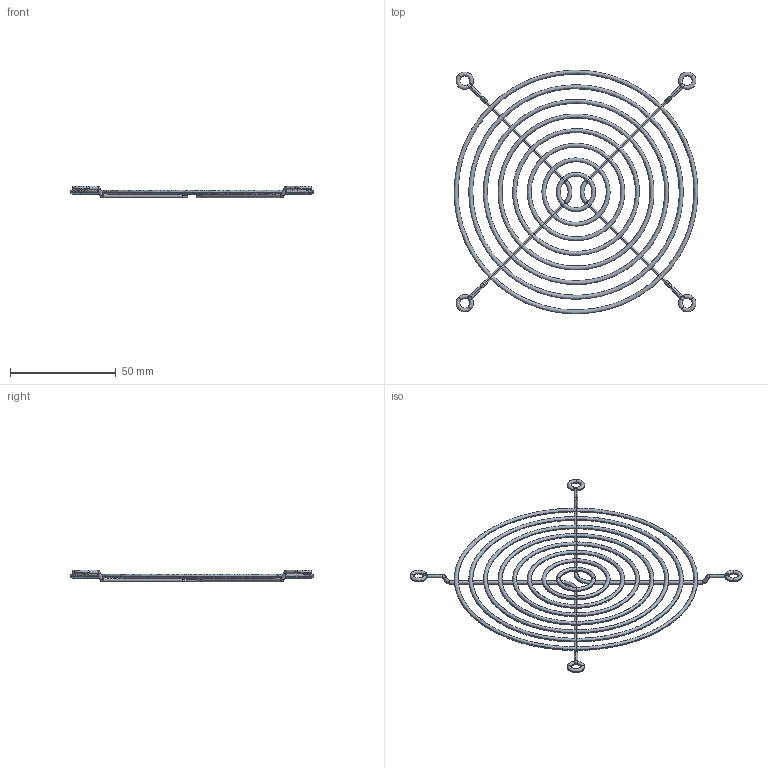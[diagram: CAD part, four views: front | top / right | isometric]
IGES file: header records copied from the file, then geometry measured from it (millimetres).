
Global section: file name: PY120.MC9; native system: MASTERCAM; preprocessor: 1; date: 180303.145912; units: millimetre
Bounding box: 114.89 x 114.89 x 5.5 mm (x, y, z)
Surface area: 11579.1 mm2 (no closed solid volume)
Topology: 0 solids, 0 shells, 112 faces, 600 edges, 600 vertices
Faces by surface type: bspline 112
